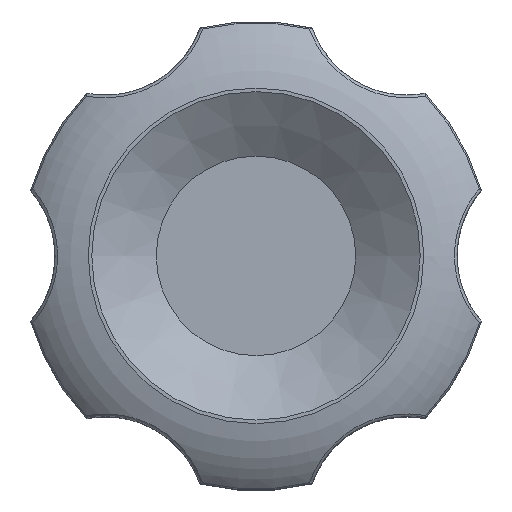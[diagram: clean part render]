
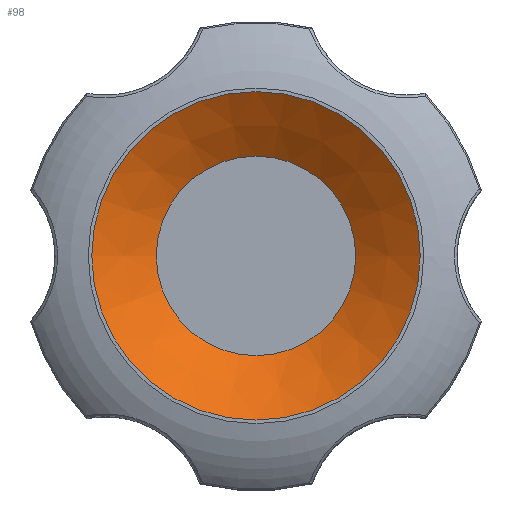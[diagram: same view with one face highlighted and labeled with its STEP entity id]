
A CAD part, top view. The second image highlights one B-rep face of the part: STEP entity #98.
In plain terms, the highlighted conical face has half-angle 55.359 degrees and reference radius 7 mm.
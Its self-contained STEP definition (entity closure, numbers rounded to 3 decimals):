
#98 = ADVANCED_FACE( '', ( #239, #240 ), #241, .F. );
#239 = FACE_BOUND( '', #829, .T. );
#240 = FACE_OUTER_BOUND( '', #830, .T. );
#241 = CONICAL_SURFACE( '', #831, 7., 0.966 );
#829 = EDGE_LOOP( '', ( #3094 ) );
#830 = EDGE_LOOP( '', ( #3095 ) );
#831 = AXIS2_PLACEMENT_3D( '', #3096, #3097, #3098 );
#3094 = ORIENTED_EDGE( '', *, *, #3510, .F. );
#3095 = ORIENTED_EDGE( '', *, *, #3511, .T. );
#3096 = CARTESIAN_POINT( '', ( 0., 0., 20. ) );
#3097 = DIRECTION( '', ( 0., 0., 1. ) );
#3098 = DIRECTION( '', ( 1., 0., 0. ) );
#3510 = EDGE_CURVE( '', #3735, #3735, #3736, .T. );
#3511 = EDGE_CURVE( '', #3737, #3737, #3738, .T. );
#3735 = VERTEX_POINT( '', #4845 );
#3736 = CIRCLE( '', #4846, 4.25 );
#3737 = VERTEX_POINT( '', #4847 );
#3738 = CIRCLE( '', #4848, 7. );
#4845 = CARTESIAN_POINT( '', ( 4.25, 0., 18.1 ) );
#4846 = AXIS2_PLACEMENT_3D( '', #6274, #6275, #6276 );
#4847 = CARTESIAN_POINT( '', ( 7., 0., 20. ) );
#4848 = AXIS2_PLACEMENT_3D( '', #6277, #6278, #6279 );
#6274 = CARTESIAN_POINT( '', ( 0., 0., 18.1 ) );
#6275 = DIRECTION( '', ( 0., 0., 1. ) );
#6276 = DIRECTION( '', ( 1., 0., 0. ) );
#6277 = CARTESIAN_POINT( '', ( 0., 0., 20. ) );
#6278 = DIRECTION( '', ( 0., 0., 1. ) );
#6279 = DIRECTION( '', ( 1., 0., 0. ) );
